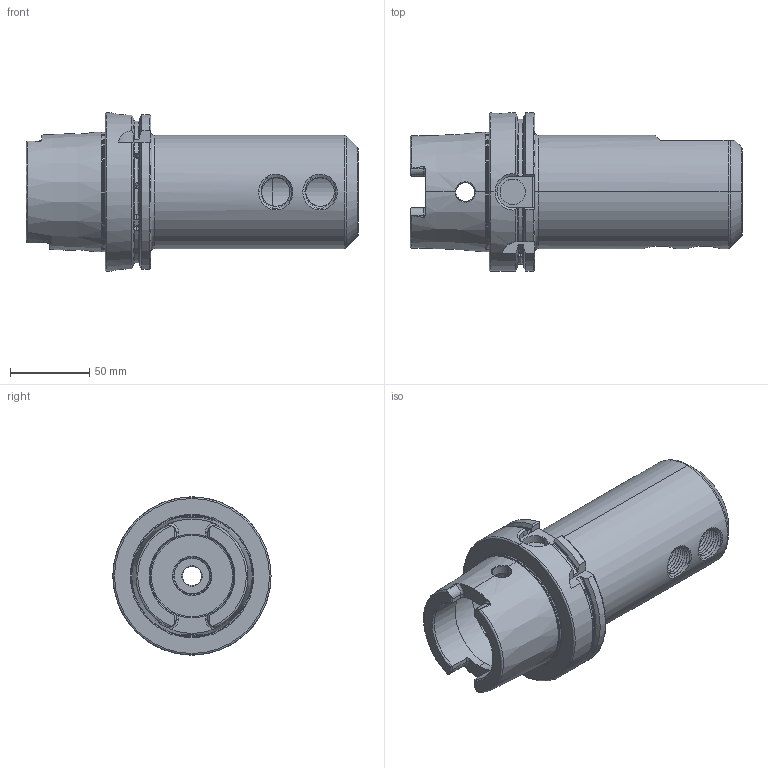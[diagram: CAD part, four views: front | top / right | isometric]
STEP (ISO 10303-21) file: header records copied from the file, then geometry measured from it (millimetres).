
FILE_DESCRIPTION (( 'STEP AP203' ), '1' );
FILE_NAME ('A100.04.32.2.STEP', '2016-10-06T09:58:36', ( '' ), ( '' ), 'SwSTEP 2.0', 'SolidWorks 2012', '' );
FILE_SCHEMA (( 'CONFIG_CONTROL_DESIGN' ));
Length unit declared in the file: millimetre
Products named in the file (1): A100.04.32.2
Bounding box: 210 x 100 x 100 mm (x, y, z)
Volume: 703726.3 mm3; surface area: 91831.6 mm2
Topology: 1 solids, 1 shells, 282 faces, 787 edges, 501 vertices
Faces by surface type: cylinder 125, plane 49, torus 38, bspline 36, cone 34
Entity records: 35627 total; most frequent: CARTESIAN_POINT 29177, ORIENTED_EDGE 1554, DIRECTION 1082, EDGE_CURVE 777, VERTEX_POINT 501, AXIS2_PLACEMENT_3D 437, EDGE_LOOP 296, FACE_OUTER_BOUND 282
